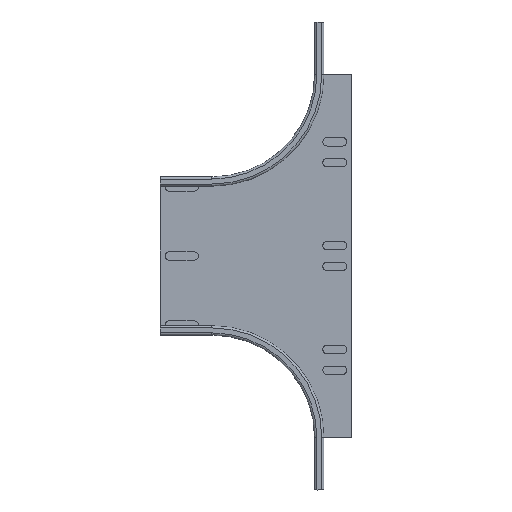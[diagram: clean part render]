
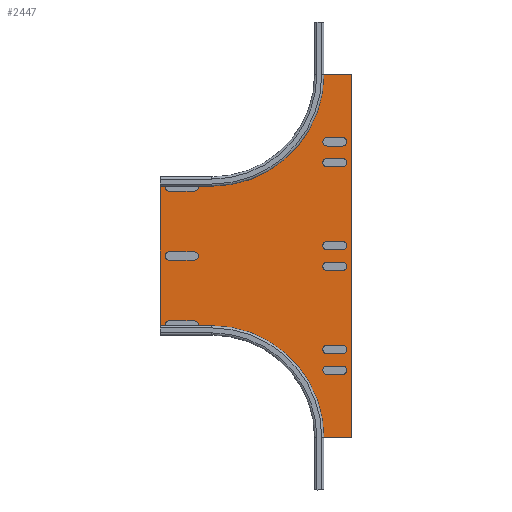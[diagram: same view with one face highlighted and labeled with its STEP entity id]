
A CAD part, top view. The second image highlights one B-rep face of the part: STEP entity #2447.
In plain terms, the highlighted planar face has unit normal (0, 0, 1).
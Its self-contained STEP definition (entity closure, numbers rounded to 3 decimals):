
#201=FACE_OUTER_BOUND('',#347,.T.);
#347=EDGE_LOOP('',(#1969,#1970,#1971,#1972,#1973,#1974,#1975,#1976));
#450=CIRCLE('',#2610,101.6);
#519=CIRCLE('',#2737,101.6);
#627=LINE('',#3890,#829);
#642=LINE('',#3941,#844);
#706=LINE('',#4188,#908);
#707=LINE('',#4190,#909);
#708=LINE('',#4194,#910);
#709=LINE('',#4195,#911);
#829=VECTOR('',#3022,1.);
#844=VECTOR('',#3075,1.);
#908=VECTOR('',#3365,1.);
#909=VECTOR('',#3366,1.);
#910=VECTOR('',#3369,1.);
#911=VECTOR('',#3370,1.);
#1067=VERTEX_POINT('',#3887);
#1068=VERTEX_POINT('',#3889);
#1079=VERTEX_POINT('',#3917);
#1085=VERTEX_POINT('',#3939);
#1155=VERTEX_POINT('',#4187);
#1156=VERTEX_POINT('',#4189);
#1157=VERTEX_POINT('',#4191);
#1158=VERTEX_POINT('',#4193);
#1319=EDGE_CURVE('',#1068,#1067,#627,.T.);
#1333=EDGE_CURVE('',#1079,#1067,#450,.T.);
#1345=EDGE_CURVE('',#1079,#1085,#642,.T.);
#1468=EDGE_CURVE('',#1155,#1085,#706,.T.);
#1469=EDGE_CURVE('',#1156,#1155,#707,.T.);
#1470=EDGE_CURVE('',#1156,#1157,#519,.T.);
#1471=EDGE_CURVE('',#1157,#1158,#708,.T.);
#1472=EDGE_CURVE('',#1158,#1068,#709,.T.);
#1969=ORIENTED_EDGE('',*,*,#1468,.F.);
#1970=ORIENTED_EDGE('',*,*,#1469,.F.);
#1971=ORIENTED_EDGE('',*,*,#1470,.T.);
#1972=ORIENTED_EDGE('',*,*,#1471,.T.);
#1973=ORIENTED_EDGE('',*,*,#1472,.T.);
#1974=ORIENTED_EDGE('',*,*,#1319,.T.);
#1975=ORIENTED_EDGE('',*,*,#1333,.F.);
#1976=ORIENTED_EDGE('',*,*,#1345,.T.);
#2344=PLANE('',#2736);
#2447=ADVANCED_FACE('',(#201),#2344,.F.);
#2610=AXIS2_PLACEMENT_3D('',#3919,#3045,#3046);
#2736=AXIS2_PLACEMENT_3D('',#4186,#3363,#3364);
#2737=AXIS2_PLACEMENT_3D('',#4192,#3367,#3368);
#3022=DIRECTION('',(-1.,0.,0.));
#3045=DIRECTION('center_axis',(0.,0.,1.));
#3046=DIRECTION('ref_axis',(0.,-1.,0.));
#3075=DIRECTION('',(-1.,0.,0.));
#3363=DIRECTION('center_axis',(0.,0.,-1.));
#3364=DIRECTION('ref_axis',(1.,0.,0.));
#3365=DIRECTION('',(0.,1.,0.));
#3366=DIRECTION('',(-1.,0.,0.));
#3367=DIRECTION('center_axis',(0.,0.,-1.));
#3368=DIRECTION('ref_axis',(0.,1.,0.));
#3369=DIRECTION('',(1.,0.,0.));
#3370=DIRECTION('',(0.,1.,0.));
#3887=CARTESIAN_POINT('',(170.918,248.31,-2.));
#3889=CARTESIAN_POINT('',(204.318,248.31,-2.));
#3890=CARTESIAN_POINT('',(136.818,248.31,-2.));
#3917=CARTESIAN_POINT('',(69.318,146.71,-2.));
#3919=CARTESIAN_POINT('Origin',(69.318,248.31,-2.));
#3939=CARTESIAN_POINT('',(19.318,146.71,-2.));
#3941=CARTESIAN_POINT('',(69.318,146.71,-2.));
#4186=CARTESIAN_POINT('Origin',(69.318,48.91,-2.));
#4187=CARTESIAN_POINT('',(19.318,-0.489,-2.));
#4188=CARTESIAN_POINT('',(19.318,-0.489,-2.));
#4189=CARTESIAN_POINT('',(69.318,-0.489,-2.));
#4190=CARTESIAN_POINT('',(69.318,-0.489,-2.));
#4191=CARTESIAN_POINT('',(170.918,-102.089,-2.));
#4192=CARTESIAN_POINT('Origin',(69.318,-102.089,-2.));
#4193=CARTESIAN_POINT('',(204.318,-102.089,-2.));
#4194=CARTESIAN_POINT('',(136.818,-102.089,-2.));
#4195=CARTESIAN_POINT('',(204.318,45.211,-2.));
